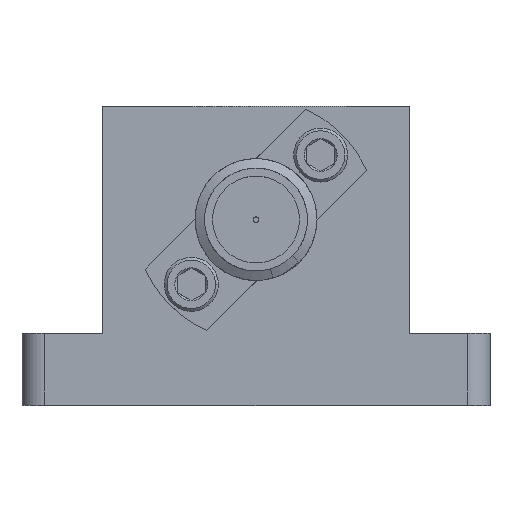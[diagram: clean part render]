
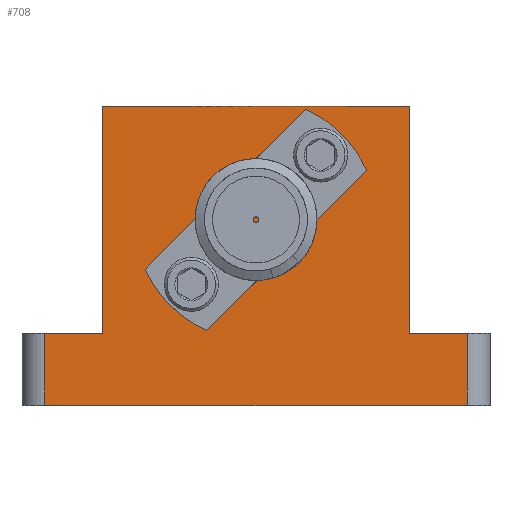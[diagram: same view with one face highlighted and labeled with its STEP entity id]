
A CAD part, top view. The second image highlights one B-rep face of the part: STEP entity #708.
In plain terms, the highlighted planar face has unit normal (0, 0, 1).
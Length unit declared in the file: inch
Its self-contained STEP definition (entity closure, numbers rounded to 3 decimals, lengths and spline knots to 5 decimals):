
#2 = LINE ( 'NONE', #18368, #14176 ) ;
#708 = ADVANCED_FACE ( 'NONE', ( #21098 ), #14431, .T. ) ;
#725 = VECTOR ( 'NONE', #11697, 39.37008 ) ;
#1205 = ORIENTED_EDGE ( 'NONE', *, *, #5176, .T. ) ;
#1267 = CARTESIAN_POINT ( 'NONE',  ( -0.51181, 0., 0.25591 ) ) ;
#1417 = CARTESIAN_POINT ( 'NONE',  ( 0.51181, 0.15748, 0.25591 ) ) ;
#1567 = CARTESIAN_POINT ( 'NONE',  ( 0.46181, 0.15748, 0.25591 ) ) ;
#1568 = DIRECTION ( 'NONE',  ( 0., -1., 0. ) ) ;
#2060 = VERTEX_POINT ( 'NONE', #22619 ) ;
#2842 = ORIENTED_EDGE ( 'NONE', *, *, #22785, .T. ) ;
#3014 = EDGE_CURVE ( 'NONE', #3155, #2060, #12058, .T. ) ;
#3155 = VERTEX_POINT ( 'NONE', #13873 ) ;
#3163 = CARTESIAN_POINT ( 'NONE',  ( 0.33465, 0.15748, 0.25591 ) ) ;
#3260 = DIRECTION ( 'NONE',  ( 1., 0., 0. ) ) ;
#3357 = DIRECTION ( 'NONE',  ( 0., 1., 0. ) ) ;
#4020 = ORIENTED_EDGE ( 'NONE', *, *, #11706, .T. ) ;
#4765 = AXIS2_PLACEMENT_3D ( 'NONE', #14593, #23892, #3260 ) ;
#5008 = CARTESIAN_POINT ( 'NONE',  ( -0.33465, 0.15748, 0.25591 ) ) ;
#5176 = EDGE_CURVE ( 'NONE', #17983, #3155, #22464, .T. ) ;
#7136 = LINE ( 'NONE', #19014, #725 ) ;
#7478 = CARTESIAN_POINT ( 'NONE',  ( -0.46181, 0., 0.25591 ) ) ;
#7918 = ORIENTED_EDGE ( 'NONE', *, *, #22930, .T. ) ;
#8211 = EDGE_CURVE ( 'NONE', #9139, #12800, #13971, .T. ) ;
#8324 = CARTESIAN_POINT ( 'NONE',  ( -0.46181, 0.15748, 0.25591 ) ) ;
#8533 = VECTOR ( 'NONE', #3357, 39.37008 ) ;
#8797 = LINE ( 'NONE', #1567, #8533 ) ;
#9139 = VERTEX_POINT ( 'NONE', #21634 ) ;
#9386 = CARTESIAN_POINT ( 'NONE',  ( 0.33465, 0.65354, 0.25591 ) ) ;
#10124 = ORIENTED_EDGE ( 'NONE', *, *, #16104, .T. ) ;
#11527 = EDGE_CURVE ( 'NONE', #15589, #17983, #22385, .T. ) ;
#11697 = DIRECTION ( 'NONE',  ( -1., 0., 0. ) ) ;
#11706 = EDGE_CURVE ( 'NONE', #12800, #15589, #8797, .T. ) ;
#11784 = DIRECTION ( 'NONE',  ( -1., 0., 0. ) ) ;
#11989 = CARTESIAN_POINT ( 'NONE',  ( 0.46181, 0.15748, 0.25591 ) ) ;
#12058 = LINE ( 'NONE', #9386, #12639 ) ;
#12639 = VECTOR ( 'NONE', #11784, 39.37008 ) ;
#12660 = DIRECTION ( 'NONE',  ( 1., 0., 0. ) ) ;
#12800 = VERTEX_POINT ( 'NONE', #15232 ) ;
#13303 = CARTESIAN_POINT ( 'NONE',  ( 0.33465, 0.15748, 0.25591 ) ) ;
#13691 = VECTOR ( 'NONE', #12660, 39.37008 ) ;
#13873 = CARTESIAN_POINT ( 'NONE',  ( 0.33465, 0.65354, 0.25591 ) ) ;
#13971 = LINE ( 'NONE', #1267, #13691 ) ;
#14176 = VECTOR ( 'NONE', #1568, 39.37008 ) ;
#14431 = PLANE ( 'NONE',  #4765 ) ;
#14549 = ORIENTED_EDGE ( 'NONE', *, *, #3014, .T. ) ;
#14593 = CARTESIAN_POINT ( 'NONE',  ( 0., 0., 0.25591 ) ) ;
#15232 = CARTESIAN_POINT ( 'NONE',  ( 0.46181, 0., 0.25591 ) ) ;
#15589 = VERTEX_POINT ( 'NONE', #11989 ) ;
#16104 = EDGE_CURVE ( 'NONE', #2060, #21042, #2, .T. ) ;
#16587 = ORIENTED_EDGE ( 'NONE', *, *, #8211, .T. ) ;
#17456 = ORIENTED_EDGE ( 'NONE', *, *, #11527, .T. ) ;
#17983 = VERTEX_POINT ( 'NONE', #3163 ) ;
#17987 = DIRECTION ( 'NONE',  ( -1., 0., 0. ) ) ;
#18368 = CARTESIAN_POINT ( 'NONE',  ( -0.33465, 0.65354, 0.25591 ) ) ;
#19014 = CARTESIAN_POINT ( 'NONE',  ( -0.33465, 0.15748, 0.25591 ) ) ;
#19037 = DIRECTION ( 'NONE',  ( 0., 1., 0. ) ) ;
#19311 = VERTEX_POINT ( 'NONE', #8324 ) ;
#20756 = DIRECTION ( 'NONE',  ( 0., -1., 0. ) ) ;
#21042 = VERTEX_POINT ( 'NONE', #5008 ) ;
#21098 = FACE_OUTER_BOUND ( 'NONE', #23109, .T. ) ;
#21634 = CARTESIAN_POINT ( 'NONE',  ( -0.46181, 0., 0.25591 ) ) ;
#21878 = VECTOR ( 'NONE', #19037, 39.37008 ) ;
#22385 = LINE ( 'NONE', #1417, #23288 ) ;
#22464 = LINE ( 'NONE', #13303, #21878 ) ;
#22619 = CARTESIAN_POINT ( 'NONE',  ( -0.33465, 0.65354, 0.25591 ) ) ;
#22785 = EDGE_CURVE ( 'NONE', #19311, #9139, #23970, .T. ) ;
#22930 = EDGE_CURVE ( 'NONE', #21042, #19311, #7136, .T. ) ;
#23109 = EDGE_LOOP ( 'NONE', ( #16587, #4020, #17456, #1205, #14549, #10124, #7918, #2842 ) ) ;
#23120 = VECTOR ( 'NONE', #20756, 39.37008 ) ;
#23288 = VECTOR ( 'NONE', #17987, 39.37008 ) ;
#23892 = DIRECTION ( 'NONE',  ( 0., 0., 1. ) ) ;
#23970 = LINE ( 'NONE', #7478, #23120 ) ;
